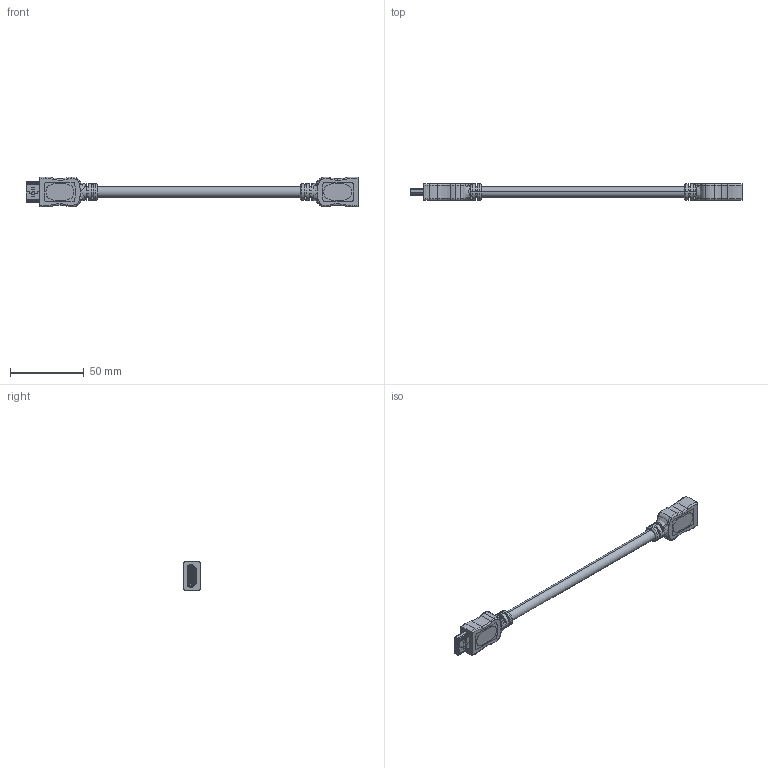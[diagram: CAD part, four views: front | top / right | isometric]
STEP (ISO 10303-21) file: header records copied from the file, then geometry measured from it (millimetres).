
FILE_DESCRIPTION (( 'STEP AP214' ), '1' );
FILE_NAME ('VHA00023_3D.STEP', '2020-11-03T19:33:19', ( '' ), ( '' ), 'SwSTEP 2.0', 'SolidWorks 2018', '' );
FILE_SCHEMA (( 'AUTOMOTIVE_DESIGN' ));
Length unit declared in the file: millimetre
Products named in the file (9): VHA00023_3D; 3AB14-022-MA2; 1AH05-007-MA2___; 3AB19-027_L-com Logo Bottom; HDMI_FEMALE; 3AB19-027; 1AH05-007-BACK SHELL_CLOSED; 1AH05-007-MA1___; 1AH05-007_CLOSED
Assembly tree (9 placements, depth 3):
  VHA00023_3D
    3AB14-022-MA2
    3AB19-027
      3AB19-027_L-com Logo Bottom
      HDMI_FEMALE
    3AB19-027_L-com Logo Bottom
    1AH05-007_CLOSED
      1AH05-007-MA2___
      1AH05-007-MA1___
      1AH05-007-BACK SHELL_CLOSED
Bounding box: 224.65 x 11 x 20.22 mm (x, y, z)
Volume: 17283.8 mm3; surface area: 15817.7 mm2
Topology: 26 solids, 26 shells, 2832 faces, 7501 edges, 4913 vertices
Faces by surface type: plane 2319, cylinder 345, bspline 100, torus 64, sphere 4
Entity records: 91846 total; most frequent: CARTESIAN_POINT 19570, ORIENTED_EDGE 13960, DIRECTION 12691, EDGE_CURVE 6980, VECTOR 6103, LINE 6103, VERTEX_POINT 4599, AXIS2_PLACEMENT_3D 3294
